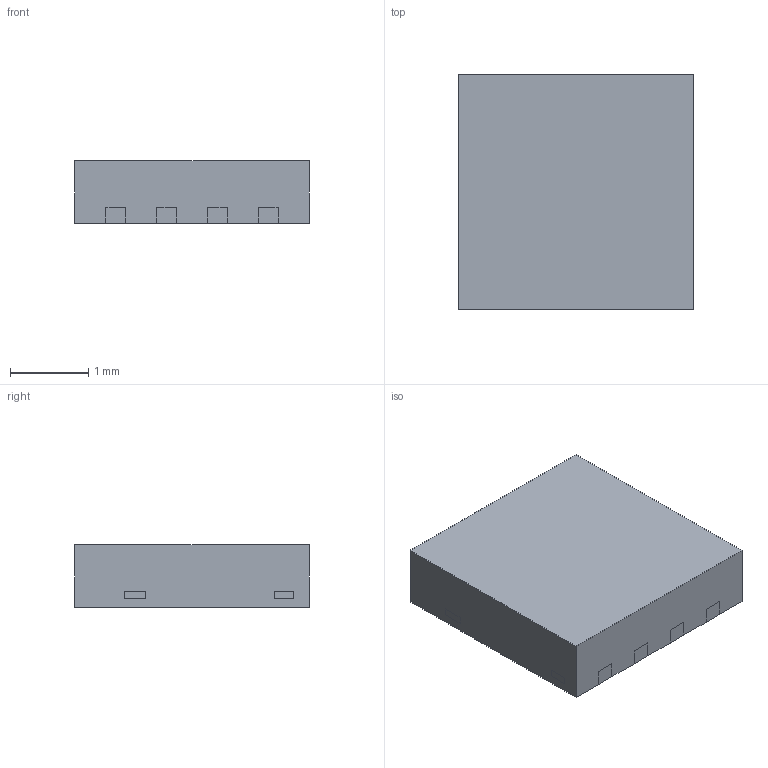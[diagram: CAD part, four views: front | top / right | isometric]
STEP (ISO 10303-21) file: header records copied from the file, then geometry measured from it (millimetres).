
FILE_DESCRIPTION(/* description */ (''),/* implementation_level */ '2;1');
FILE_NAME(/* name */ 'DFN3030J-8_STP',/* time_stamp */ '2020-11-09T10:58:46+08:00',/* author */ ('Wei Wu'),/* organization */ ('Diodes'),/* preprocessor_version */ 'ST-DEVELOPER v16.7',/* originating_system */ 'DEX',/* authorisation */ $);
FILE_SCHEMA (('AUTOMOTIVE_DESIGN {1 0 10303 214 3 1 1}'));
Length unit declared in the file: millimetre
Products named in the file (3): DFN3030J-8; CPD; LDF
Assembly tree (2 placements, depth 2):
  DFN3030J-8
    CPD
    LDF
Bounding box: 3 x 3 x 0.8 mm (x, y, z)
Volume: 7.2 mm3; surface area: 52.4 mm2
Topology: 7 solids, 7 shells, 214 faces, 612 edges, 408 vertices
Faces by surface type: plane 176, cylinder 38
Entity records: 7772 total; most frequent: CARTESIAN_POINT 1237, ORIENTED_EDGE 1224, DIRECTION 1122, EDGE_CURVE 612, LINE 536, VECTOR 536, VERTEX_POINT 408, AXIS2_PLACEMENT_3D 293
